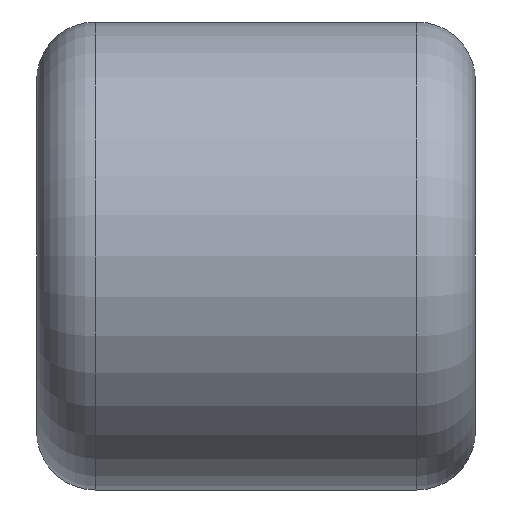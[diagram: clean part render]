
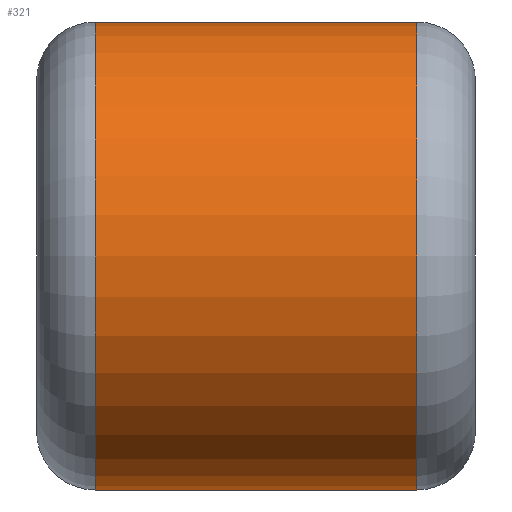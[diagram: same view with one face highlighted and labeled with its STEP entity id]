
A CAD part, left-side view. The second image highlights one B-rep face of the part: STEP entity #321.
In plain terms, the highlighted cylindrical face has radius 4 mm (diameter 8 mm), a partial arc.
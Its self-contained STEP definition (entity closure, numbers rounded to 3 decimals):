
#7 = DIRECTION ( 'NONE',  ( 0., 0., 1. ) ) ;
#36 = CARTESIAN_POINT ( 'NONE',  ( 0., 7.5, 0. ) ) ;
#69 = EDGE_CURVE ( 'NONE', #195, #278, #450, .T. ) ;
#156 = DIRECTION ( 'NONE',  ( 0., -1., 0. ) ) ;
#169 = DIRECTION ( 'NONE',  ( 0., -1., 0. ) ) ;
#182 = EDGE_LOOP ( 'NONE', ( #275, #944, #471, #921 ) ) ;
#195 = VERTEX_POINT ( 'NONE', #374 ) ;
#234 = CARTESIAN_POINT ( 'NONE',  ( 0., 1., 0. ) ) ;
#255 = DIRECTION ( 'NONE',  ( 0., -1., 0. ) ) ;
#272 = EDGE_CURVE ( 'NONE', #821, #195, #598, .T. ) ;
#275 = ORIENTED_EDGE ( 'NONE', *, *, #786, .F. ) ;
#278 = VERTEX_POINT ( 'NONE', #945 ) ;
#298 = CIRCLE ( 'NONE', #509, 4. ) ;
#313 = LINE ( 'NONE', #608, #314 ) ;
#314 = VECTOR ( 'NONE', #255, 1000. ) ;
#321 = ADVANCED_FACE ( 'NONE', ( #386 ), #401, .T. ) ;
#374 = CARTESIAN_POINT ( 'NONE',  ( 0., 1., -4. ) ) ;
#376 = CARTESIAN_POINT ( 'NONE',  ( 0., 6.5, 0. ) ) ;
#386 = FACE_OUTER_BOUND ( 'NONE', #182, .T. ) ;
#401 = CYLINDRICAL_SURFACE ( 'NONE', #918, 4. ) ;
#449 = DIRECTION ( 'NONE',  ( 0., 0., 1. ) ) ;
#450 = CIRCLE ( 'NONE', #767, 4. ) ;
#471 = ORIENTED_EDGE ( 'NONE', *, *, #272, .T. ) ;
#497 = VECTOR ( 'NONE', #169, 1000. ) ;
#509 = AXIS2_PLACEMENT_3D ( 'NONE', #376, #156, #449 ) ;
#535 = DIRECTION ( 'NONE',  ( 0., -1., 0. ) ) ;
#543 = DIRECTION ( 'NONE',  ( 0., 0., -1. ) ) ;
#594 = CARTESIAN_POINT ( 'NONE',  ( 0., 6.5, 4. ) ) ;
#598 = LINE ( 'NONE', #819, #497 ) ;
#608 = CARTESIAN_POINT ( 'NONE',  ( 0., 7.5, 4. ) ) ;
#611 = CARTESIAN_POINT ( 'NONE',  ( 0., 6.5, -4. ) ) ;
#767 = AXIS2_PLACEMENT_3D ( 'NONE', #234, #884, #7 ) ;
#786 = EDGE_CURVE ( 'NONE', #880, #278, #313, .T. ) ;
#819 = CARTESIAN_POINT ( 'NONE',  ( 0., 7.5, -4. ) ) ;
#821 = VERTEX_POINT ( 'NONE', #611 ) ;
#880 = VERTEX_POINT ( 'NONE', #594 ) ;
#884 = DIRECTION ( 'NONE',  ( 0., 1., 0. ) ) ;
#918 = AXIS2_PLACEMENT_3D ( 'NONE', #36, #535, #543 ) ;
#921 = ORIENTED_EDGE ( 'NONE', *, *, #69, .T. ) ;
#927 = EDGE_CURVE ( 'NONE', #880, #821, #298, .T. ) ;
#944 = ORIENTED_EDGE ( 'NONE', *, *, #927, .T. ) ;
#945 = CARTESIAN_POINT ( 'NONE',  ( 0., 1., 4. ) ) ;
